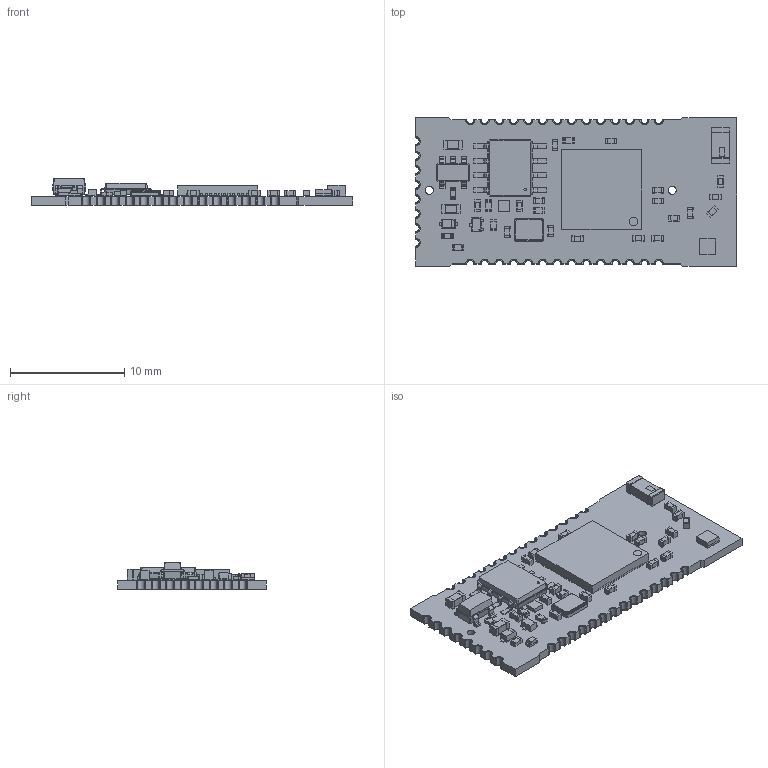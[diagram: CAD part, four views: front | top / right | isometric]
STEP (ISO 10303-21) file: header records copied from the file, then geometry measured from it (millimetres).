
FILE_DESCRIPTION(/* description */ ('KiCad electronic assembly','CAx-IF Rec.Pracs.---Representation and Presentation of Product Manufacturing Information (PMI)---4.0---2014-10-13'),/* implementation_level */ '2;1');
FILE_NAME(/* name */ 'NanoS3 Castellated.step',/* time_stamp */ '2024-12-28T14:42:15+11:00',/* author */ (''),/* organization */ (''),/* preprocessor_version */ 'ST-DEVELOPER v20',/* originating_system */ 'Autodesk Translation Framework v13.20.0.188',/* authorisation */ '');
FILE_SCHEMA (('AP242_MANAGED_MODEL_BASED_3D_ENGINEERING_MIM_LF { 1 0 10303 442 1 1 4 }'));
Length unit declared in the file: millimetre
Products named in the file (30): NanoS3_P8 1; APA102 2020 LED; COMPOUND; 2450AT18B100E--3DModel-STEP-269445; COMPOUND_1; LED_0402_1005Metric; SOLID; SOT-723; COMPOUND_2; SOT-23-5; SOLID_1; NCP170AMX170TCG; COMPOUND_3; SSOP-8_3.9x5.05mm_P1.27mm; SOLID_2; R_0402_1005Metric; SOLID_3; L_0402_1005Metric; SOLID_4; D_SOD-523; SOLID_5; Crystal_SMD_SeikoEpson_FA238V-4Pin_3.2x2.5mm; SOLID_6; ESP32_S2--3DModel-STEP-1; COMPOUND_4; C_0603_1608Metric; SOLID_7; C_0402_1005Metric; SOLID_8; NanoS3_2450AT18B PCB
Assembly tree (50 placements, depth 3):
  NanoS3_P8 1
    C_0402_1005Metric  x14
      SOLID_8
    L_0402_1005Metric  x3
      SOLID_4
    APA102 2020 LED
      COMPOUND
    R_0402_1005Metric  x6
      SOLID_3
    2450AT18B100E--3DModel-STEP-269445
      COMPOUND_1
    LED_0402_1005Metric
      SOLID
    SOT-723
      COMPOUND_2
    SOT-23-5
      SOLID_1
    NCP170AMX170TCG
      COMPOUND_3
    SSOP-8_3.9x5.05mm_P1.27mm
      SOLID_2
    D_SOD-523
      SOLID_5
    Crystal_SMD_SeikoEpson_FA238V-4Pin_3.2x2.5mm
      SOLID_6
    C_0603_1608Metric  x2
      SOLID_7
    ESP32_S2--3DModel-STEP-1
      COMPOUND_4
    NanoS3_2450AT18B PCB
Bounding box: 28.09 x 13 x 2.4 mm (x, y, z)
Volume: 362 mm3; surface area: 1284.7 mm2
Topology: 155 solids, 155 shells, 2442 faces, 6076 edges, 3976 vertices
Faces by surface type: plane 1704, cylinder 704, bspline 34
Full cylindrical faces by diameter (mm): 0.056 x1, 0.095 x2, 0.2 x1, 0.7 x2, 0.75 x2
Entity records: 56088 total; most frequent: CARTESIAN_POINT 9830, DIRECTION 9368, ORIENTED_EDGE 9136, EDGE_CURVE 4568, LINE 3588, VECTOR 3588, VERTEX_POINT 2988, AXIS2_PLACEMENT_3D 2890
